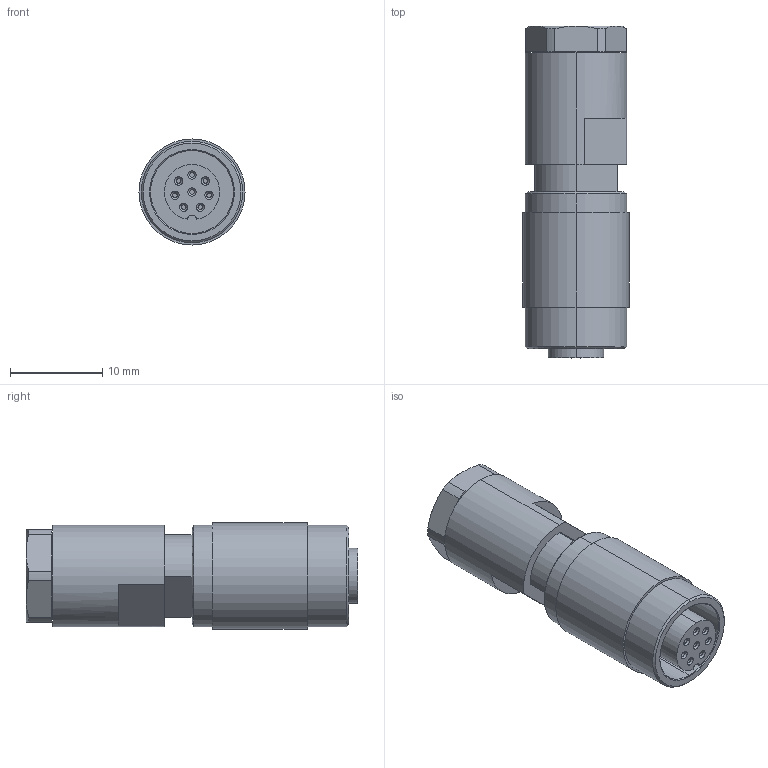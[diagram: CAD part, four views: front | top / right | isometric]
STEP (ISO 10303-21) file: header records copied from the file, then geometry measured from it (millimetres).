
FILE_DESCRIPTION((''),'2;1');
FILE_NAME('99-0426-00-08.stp','2005-04-19T14:10:52',('generator'),(''),'Autodesk Inventor 7','Autodesk Inventor 7','');
FILE_SCHEMA(('AUTOMOTIVE_DESIGN { 1 0 10303 214 1 1 1 1 }'));
Length unit declared in the file: millimetre
Products named in the file (1): 99-0426-00-08
Bounding box: 11.5 x 36 x 11.5 mm (x, y, z)
Volume: 2937.8 mm3; surface area: 1929.2 mm2
Topology: 1 solids, 1 shells, 104 faces, 225 edges, 140 vertices
Faces by surface type: cylinder 43, plane 31, cone 28, torus 2
Entity records: 2862 total; most frequent: DIRECTION 545, CARTESIAN_POINT 494, ORIENTED_EDGE 450, AXIS2_PLACEMENT_3D 227, EDGE_CURVE 225, VERTEX_POINT 140, CIRCLE 122, EDGE_LOOP 121
